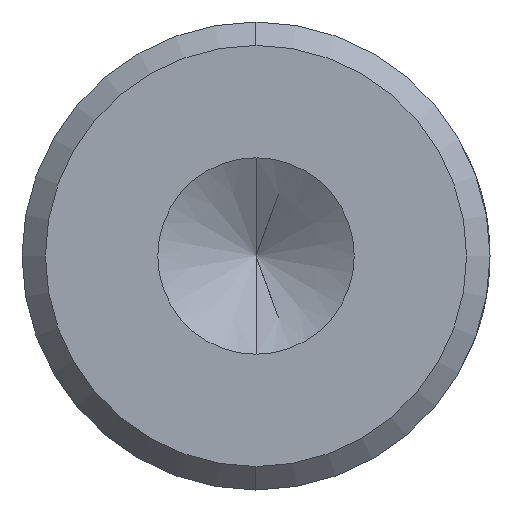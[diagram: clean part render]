
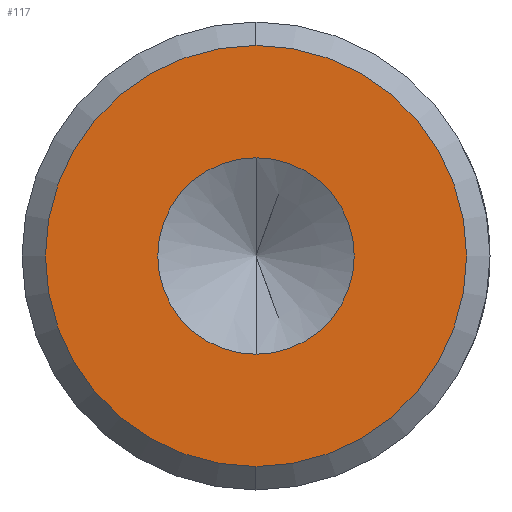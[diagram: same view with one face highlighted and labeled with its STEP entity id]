
A CAD part, left-side view. The second image highlights one B-rep face of the part: STEP entity #117.
In plain terms, the highlighted planar face has unit normal (-1, 0, 0).
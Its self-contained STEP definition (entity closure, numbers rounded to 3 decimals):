
#9 = DIRECTION ( 'NONE',  ( 0., 0., 1. ) ) ;
#80 = AXIS2_PLACEMENT_3D ( 'NONE', #1184, #606, #9 ) ;
#109 = EDGE_CURVE ( 'NONE', #226, #529, #775, .T. ) ;
#117 = ADVANCED_FACE ( 'NONE', ( #746, #483 ), #415, .T. ) ;
#148 = EDGE_CURVE ( 'NONE', #1210, #247, #1161, .T. ) ;
#160 = EDGE_LOOP ( 'NONE', ( #826, #401 ) ) ;
#200 = CIRCLE ( 'NONE', #505, 4.501 ) ;
#226 = VERTEX_POINT ( 'NONE', #873 ) ;
#247 = VERTEX_POINT ( 'NONE', #1163 ) ;
#401 = ORIENTED_EDGE ( 'NONE', *, *, #148, .T. ) ;
#415 = PLANE ( 'NONE',  #423 ) ;
#423 = AXIS2_PLACEMENT_3D ( 'NONE', #1097, #519, #1188 ) ;
#431 = DIRECTION ( 'NONE',  ( -1., 0., 0. ) ) ;
#443 = CARTESIAN_POINT ( 'NONE',  ( 0., 0., 0. ) ) ;
#465 = CARTESIAN_POINT ( 'NONE',  ( 0., 0., 0. ) ) ;
#483 = FACE_BOUND ( 'NONE', #668, .T. ) ;
#500 = CARTESIAN_POINT ( 'NONE',  ( 0., 0., 4.501 ) ) ;
#505 = AXIS2_PLACEMENT_3D ( 'NONE', #465, #1142, #562 ) ;
#519 = DIRECTION ( 'NONE',  ( -1., 0., 0. ) ) ;
#529 = VERTEX_POINT ( 'NONE', #860 ) ;
#538 = DIRECTION ( 'NONE',  ( 0., 0., 1. ) ) ;
#550 = AXIS2_PLACEMENT_3D ( 'NONE', #1014, #431, #1109 ) ;
#562 = DIRECTION ( 'NONE',  ( 0., 0., 1. ) ) ;
#606 = DIRECTION ( 'NONE',  ( -1., 0., 0. ) ) ;
#661 = CIRCLE ( 'NONE', #893, 2.1 ) ;
#668 = EDGE_LOOP ( 'NONE', ( #863, #1133 ) ) ;
#716 = EDGE_CURVE ( 'NONE', #247, #1210, #200, .T. ) ;
#728 = EDGE_CURVE ( 'NONE', #529, #226, #661, .T. ) ;
#746 = FACE_OUTER_BOUND ( 'NONE', #160, .T. ) ;
#775 = CIRCLE ( 'NONE', #80, 2.1 ) ;
#826 = ORIENTED_EDGE ( 'NONE', *, *, #716, .T. ) ;
#860 = CARTESIAN_POINT ( 'NONE',  ( 0., 0., 2.1 ) ) ;
#863 = ORIENTED_EDGE ( 'NONE', *, *, #728, .F. ) ;
#873 = CARTESIAN_POINT ( 'NONE',  ( 0., 0., -2.1 ) ) ;
#893 = AXIS2_PLACEMENT_3D ( 'NONE', #443, #1118, #538 ) ;
#1014 = CARTESIAN_POINT ( 'NONE',  ( 0., 0., 0. ) ) ;
#1097 = CARTESIAN_POINT ( 'NONE',  ( 0., 0., 0. ) ) ;
#1109 = DIRECTION ( 'NONE',  ( 0., 0., 1. ) ) ;
#1118 = DIRECTION ( 'NONE',  ( -1., 0., 0. ) ) ;
#1133 = ORIENTED_EDGE ( 'NONE', *, *, #109, .F. ) ;
#1142 = DIRECTION ( 'NONE',  ( -1., 0., 0. ) ) ;
#1161 = CIRCLE ( 'NONE', #550, 4.501 ) ;
#1163 = CARTESIAN_POINT ( 'NONE',  ( 0., 0., -4.501 ) ) ;
#1184 = CARTESIAN_POINT ( 'NONE',  ( 0., 0., 0. ) ) ;
#1188 = DIRECTION ( 'NONE',  ( 0., 0., 1. ) ) ;
#1210 = VERTEX_POINT ( 'NONE', #500 ) ;
